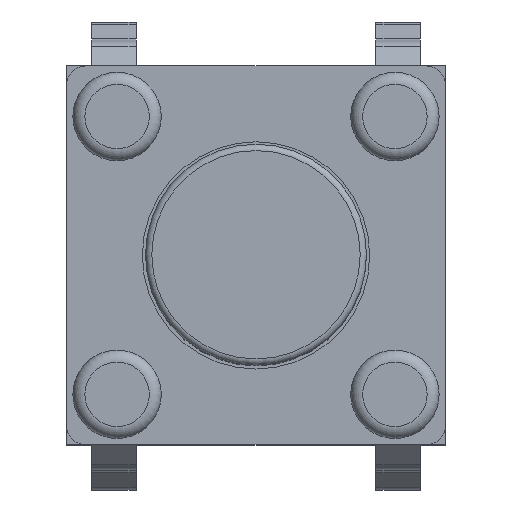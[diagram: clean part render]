
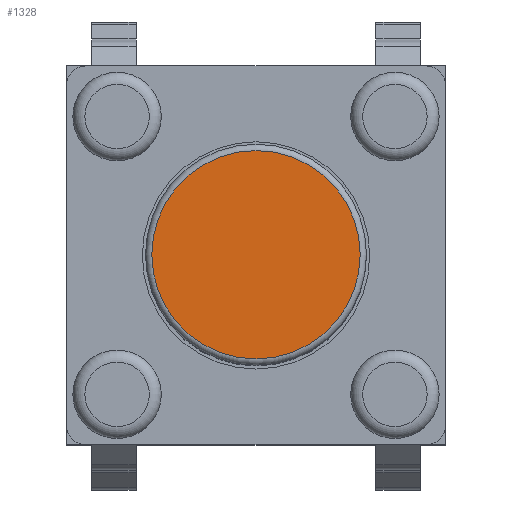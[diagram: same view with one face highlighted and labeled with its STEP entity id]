
A CAD part, top view. The second image highlights one B-rep face of the part: STEP entity #1328.
In plain terms, the highlighted planar face has unit normal (0, 0, 1).
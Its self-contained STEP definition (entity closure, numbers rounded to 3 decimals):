
#1223 = TOROIDAL_SURFACE('',#1224,1.65,0.1);
#1224 = AXIS2_PLACEMENT_3D('',#1225,#1226,#1227);
#1225 = CARTESIAN_POINT('',(0.,0.,5.9));
#1226 = DIRECTION('',(0.,0.,1.));
#1227 = DIRECTION('',(1.,0.,0.));
#1271 = VERTEX_POINT('',#1272);
#1272 = CARTESIAN_POINT('',(1.65,0.,6.));
#1294 = EDGE_CURVE('',#1271,#1271,#1295,.T.);
#1295 = SURFACE_CURVE('',#1296,(#1301,#1308),.PCURVE_S1.);
#1296 = CIRCLE('',#1297,1.65);
#1297 = AXIS2_PLACEMENT_3D('',#1298,#1299,#1300);
#1298 = CARTESIAN_POINT('',(0.,0.,6.));
#1299 = DIRECTION('',(0.,0.,1.));
#1300 = DIRECTION('',(1.,0.,0.));
#1301 = PCURVE('',#1223,#1302);
#1302 = DEFINITIONAL_REPRESENTATION('',(#1303),#1307);
#1303 = LINE('',#1304,#1305);
#1304 = CARTESIAN_POINT('',(0.,1.571));
#1305 = VECTOR('',#1306,1.);
#1306 = DIRECTION('',(1.,0.));
#1307 = ( GEOMETRIC_REPRESENTATION_CONTEXT(2) 
PARAMETRIC_REPRESENTATION_CONTEXT() REPRESENTATION_CONTEXT('2D SPACE',''
  ) );
#1308 = PCURVE('',#1309,#1314);
#1309 = PLANE('',#1310);
#1310 = AXIS2_PLACEMENT_3D('',#1311,#1312,#1313);
#1311 = CARTESIAN_POINT('',(1.75,0.,6.));
#1312 = DIRECTION('',(0.,0.,-1.));
#1313 = DIRECTION('',(-1.,0.,0.));
#1314 = DEFINITIONAL_REPRESENTATION('',(#1315),#1323);
#1315 = ( BOUNDED_CURVE() B_SPLINE_CURVE(2,(#1316,#1317,#1318,#1319,
#1320,#1321,#1322),.UNSPECIFIED.,.F.,.F.) B_SPLINE_CURVE_WITH_KNOTS((1,2
    ,2,2,2,1),(-2.094,0.,2.094,4.189,
6.283,8.378),.UNSPECIFIED.) CURVE() 
GEOMETRIC_REPRESENTATION_ITEM() RATIONAL_B_SPLINE_CURVE((1.,0.5,1.,0.5,
1.,0.5,1.)) REPRESENTATION_ITEM('') );
#1316 = CARTESIAN_POINT('',(0.1,0.));
#1317 = CARTESIAN_POINT('',(0.1,2.858));
#1318 = CARTESIAN_POINT('',(2.575,1.429));
#1319 = CARTESIAN_POINT('',(5.05,0.));
#1320 = CARTESIAN_POINT('',(2.575,-1.429));
#1321 = CARTESIAN_POINT('',(0.1,-2.858));
#1322 = CARTESIAN_POINT('',(0.1,0.));
#1323 = ( GEOMETRIC_REPRESENTATION_CONTEXT(2) 
PARAMETRIC_REPRESENTATION_CONTEXT() REPRESENTATION_CONTEXT('2D SPACE',''
  ) );
#1328 = ADVANCED_FACE('',(#1329),#1309,.F.);
#1329 = FACE_BOUND('',#1330,.F.);
#1330 = EDGE_LOOP('',(#1331));
#1331 = ORIENTED_EDGE('',*,*,#1294,.F.);
